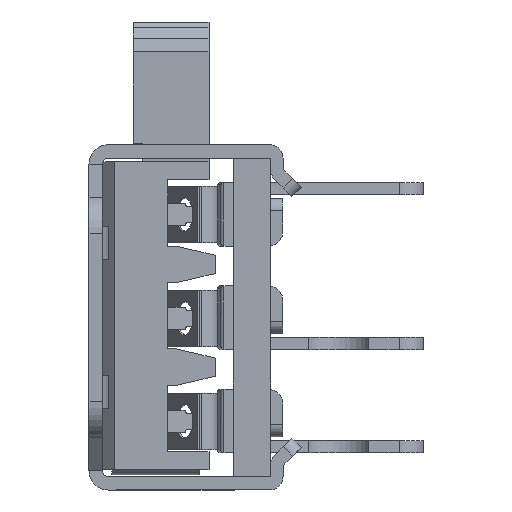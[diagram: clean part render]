
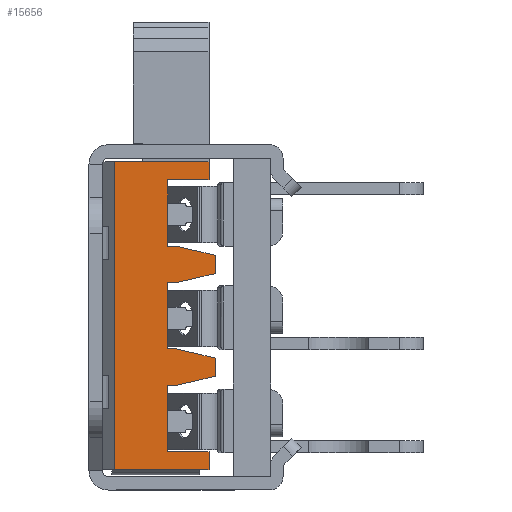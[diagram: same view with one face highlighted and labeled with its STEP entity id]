
A CAD part, left-side view. The second image highlights one B-rep face of the part: STEP entity #15656.
In plain terms, the highlighted planar face has unit normal (-1, 0, 0).
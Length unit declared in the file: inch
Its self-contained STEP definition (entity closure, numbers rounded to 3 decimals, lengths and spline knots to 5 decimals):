
#1446=FACE_OUTER_BOUND('',#2224,.T.);
#2224=EDGE_LOOP('',(#13311,#13312,#13313,#13314,#13315,#13316,#13317,#13318,
#13319,#13320,#13321,#13322,#13323,#13324,#13325,#13326,#13327,#13328,#13329,
#13330));
#2508=LINE('',#21579,#4219);
#3299=LINE('',#23750,#5010);
#3433=LINE('',#24210,#5144);
#3767=LINE('',#24915,#5478);
#3850=LINE('',#25093,#5561);
#3853=LINE('',#25099,#5564);
#3856=LINE('',#25105,#5567);
#3859=LINE('',#25111,#5570);
#3861=LINE('',#25115,#5572);
#3866=LINE('',#25122,#5577);
#3868=LINE('',#25127,#5579);
#3871=LINE('',#25133,#5582);
#3875=LINE('',#25142,#5586);
#3878=LINE('',#25146,#5589);
#3881=LINE('',#25154,#5592);
#3884=LINE('',#25158,#5595);
#3885=LINE('',#25161,#5596);
#3901=LINE('',#25189,#5612);
#3902=LINE('',#25191,#5613);
#3903=LINE('',#25192,#5614);
#4219=VECTOR('',#17390,0.3937);
#5010=VECTOR('',#19325,0.3937);
#5144=VECTOR('',#19675,0.3937);
#5478=VECTOR('',#20329,0.3937);
#5561=VECTOR('',#20500,0.3937);
#5564=VECTOR('',#20505,0.3937);
#5567=VECTOR('',#20510,0.3937);
#5570=VECTOR('',#20515,0.3937);
#5572=VECTOR('',#20519,0.3937);
#5577=VECTOR('',#20526,0.3937);
#5579=VECTOR('',#20530,0.3937);
#5582=VECTOR('',#20535,0.3937);
#5586=VECTOR('',#20541,0.3937);
#5589=VECTOR('',#20546,0.3937);
#5592=VECTOR('',#20551,0.3937);
#5595=VECTOR('',#20556,0.3937);
#5596=VECTOR('',#20559,0.3937);
#5612=VECTOR('',#20577,0.3937);
#5613=VECTOR('',#20580,0.3937);
#5614=VECTOR('',#20581,0.3937);
#5926=VERTEX_POINT('',#21576);
#5927=VERTEX_POINT('',#21578);
#6662=VERTEX_POINT('',#23747);
#6663=VERTEX_POINT('',#23749);
#6804=VERTEX_POINT('',#24207);
#6805=VERTEX_POINT('',#24209);
#7015=VERTEX_POINT('',#24912);
#7016=VERTEX_POINT('',#24914);
#7067=VERTEX_POINT('',#25092);
#7069=VERTEX_POINT('',#25098);
#7071=VERTEX_POINT('',#25104);
#7073=VERTEX_POINT('',#25110);
#7074=VERTEX_POINT('',#25114);
#7077=VERTEX_POINT('',#25126);
#7079=VERTEX_POINT('',#25132);
#7082=VERTEX_POINT('',#25139);
#7083=VERTEX_POINT('',#25141);
#7086=VERTEX_POINT('',#25151);
#7087=VERTEX_POINT('',#25153);
#7088=VERTEX_POINT('',#25160);
#7442=EDGE_CURVE('',#5927,#5926,#2508,.T.);
#8514=EDGE_CURVE('',#6663,#6662,#3299,.T.);
#8714=EDGE_CURVE('',#6805,#6804,#3433,.T.);
#9078=EDGE_CURVE('',#7015,#7016,#3767,.T.);
#9167=EDGE_CURVE('',#7067,#6805,#3850,.T.);
#9170=EDGE_CURVE('',#7069,#7067,#3853,.T.);
#9173=EDGE_CURVE('',#7071,#5927,#3856,.T.);
#9176=EDGE_CURVE('',#7073,#7071,#3859,.T.);
#9178=EDGE_CURVE('',#7074,#7016,#3861,.T.);
#9183=EDGE_CURVE('',#6662,#7074,#3866,.T.);
#9185=EDGE_CURVE('',#7077,#6663,#3868,.T.);
#9188=EDGE_CURVE('',#7079,#7077,#3871,.T.);
#9192=EDGE_CURVE('',#7083,#7082,#3875,.T.);
#9195=EDGE_CURVE('',#5926,#7083,#3878,.T.);
#9198=EDGE_CURVE('',#7087,#7086,#3881,.T.);
#9201=EDGE_CURVE('',#6804,#7087,#3884,.T.);
#9202=EDGE_CURVE('',#7088,#7069,#3885,.T.);
#9218=EDGE_CURVE('',#7079,#7082,#3901,.T.);
#9219=EDGE_CURVE('',#7073,#7086,#3902,.T.);
#9220=EDGE_CURVE('',#7088,#7015,#3903,.T.);
#13311=ORIENTED_EDGE('',*,*,#9170,.T.);
#13312=ORIENTED_EDGE('',*,*,#9167,.T.);
#13313=ORIENTED_EDGE('',*,*,#8714,.T.);
#13314=ORIENTED_EDGE('',*,*,#9201,.T.);
#13315=ORIENTED_EDGE('',*,*,#9198,.T.);
#13316=ORIENTED_EDGE('',*,*,#9219,.F.);
#13317=ORIENTED_EDGE('',*,*,#9176,.T.);
#13318=ORIENTED_EDGE('',*,*,#9173,.T.);
#13319=ORIENTED_EDGE('',*,*,#7442,.T.);
#13320=ORIENTED_EDGE('',*,*,#9195,.T.);
#13321=ORIENTED_EDGE('',*,*,#9192,.T.);
#13322=ORIENTED_EDGE('',*,*,#9218,.F.);
#13323=ORIENTED_EDGE('',*,*,#9188,.T.);
#13324=ORIENTED_EDGE('',*,*,#9185,.T.);
#13325=ORIENTED_EDGE('',*,*,#8514,.T.);
#13326=ORIENTED_EDGE('',*,*,#9183,.T.);
#13327=ORIENTED_EDGE('',*,*,#9178,.T.);
#13328=ORIENTED_EDGE('',*,*,#9078,.F.);
#13329=ORIENTED_EDGE('',*,*,#9220,.F.);
#13330=ORIENTED_EDGE('',*,*,#9202,.T.);
#14271=PLANE('',#16806);
#15656=ADVANCED_FACE('',(#1446),#14271,.T.);
#16806=AXIS2_PLACEMENT_3D('',#25190,#20578,#20579);
#17390=DIRECTION('',(0.,0.,1.));
#19325=DIRECTION('',(0.,0.,1.));
#19675=DIRECTION('',(0.,0.,1.));
#20329=DIRECTION('',(0.,-1.,0.));
#20500=DIRECTION('',(0.,1.,0.));
#20505=DIRECTION('',(0.,0.,1.));
#20510=DIRECTION('',(0.,1.,0.));
#20515=DIRECTION('',(0.,0.973,0.232));
#20519=DIRECTION('',(0.,0.,1.));
#20526=DIRECTION('',(0.,-1.,0.));
#20530=DIRECTION('',(0.,1.,0.));
#20535=DIRECTION('',(0.,0.973,0.232));
#20541=DIRECTION('',(0.,-0.973,0.232));
#20546=DIRECTION('',(0.,-1.,0.));
#20551=DIRECTION('',(0.,-0.973,0.232));
#20556=DIRECTION('',(0.,-1.,0.));
#20559=DIRECTION('',(0.,-1.,0.));
#20577=DIRECTION('',(0.,0.,-1.));
#20578=DIRECTION('center_axis',(-1.,0.,0.));
#20579=DIRECTION('ref_axis',(0.,0.,
-1.));
#20580=DIRECTION('',(0.,0.,-1.));
#20581=DIRECTION('',(0.,0.,1.));
#21576=CARTESIAN_POINT('',(-0.3809,-0.49961,0.54434));
#21578=CARTESIAN_POINT('',(-0.3809,-0.49961,0.43534));
#21579=CARTESIAN_POINT('',(-0.3809,-0.49961,0.58934));
#23747=CARTESIAN_POINT('',(-0.3809,-0.49961,0.71334));
#23749=CARTESIAN_POINT('',(-0.3809,-0.49961,0.60434));
#23750=CARTESIAN_POINT('',(-0.3809,-0.49961,0.67384));
#24207=CARTESIAN_POINT('',(-0.3809,-0.49961,0.37534));
#24209=CARTESIAN_POINT('',(-0.3809,-0.49961,0.26634));
#24210=CARTESIAN_POINT('',(-0.3809,-0.49961,0.50484));
#24912=CARTESIAN_POINT('',(-0.3809,-0.41261,0.74334));
#24914=CARTESIAN_POINT('',(-0.3809,-0.56761,0.74334));
#24915=CARTESIAN_POINT('',(-0.3809,-0.39261,0.74334));
#25092=CARTESIAN_POINT('',(-0.3809,-0.56761,0.26634));
#25093=CARTESIAN_POINT('',(-0.3809,-0.48011,0.26634));
#25098=CARTESIAN_POINT('',(-0.3809,-0.56761,0.23634));
#25099=CARTESIAN_POINT('',(-0.3809,-0.56761,0.48984));
#25104=CARTESIAN_POINT('',(-0.3809,-0.51461,0.43534));
#25105=CARTESIAN_POINT('',(-0.3809,-0.45361,0.43534));
#25110=CARTESIAN_POINT('',(-0.3809,-0.57761,0.42034));
#25111=CARTESIAN_POINT('',(-0.3809,-0.45369,0.44984));
#25114=CARTESIAN_POINT('',(-0.3809,-0.56761,0.71334));
#25115=CARTESIAN_POINT('',(-0.3809,-0.56761,0.72834));
#25122=CARTESIAN_POINT('',(-0.3809,-0.44611,0.71334));
#25126=CARTESIAN_POINT('',(-0.3809,-0.51461,0.60434));
#25127=CARTESIAN_POINT('',(-0.3809,-0.45361,0.60434));
#25132=CARTESIAN_POINT('',(-0.3809,-0.57761,0.58934));
#25133=CARTESIAN_POINT('',(-0.3809,-0.47273,0.61431));
#25139=CARTESIAN_POINT('',(-0.3809,-0.57761,0.55934));
#25141=CARTESIAN_POINT('',(-0.3809,-0.51461,0.54434));
#25142=CARTESIAN_POINT('',(-0.3809,-0.4793,0.53593));
#25146=CARTESIAN_POINT('',(-0.3809,-0.44611,0.54434));
#25151=CARTESIAN_POINT('',(-0.3809,-0.57761,0.39034));
#25153=CARTESIAN_POINT('',(-0.3809,-0.51461,0.37534));
#25154=CARTESIAN_POINT('',(-0.3809,-0.49834,0.37146));
#25158=CARTESIAN_POINT('',(-0.3809,-0.44611,0.37534));
#25160=CARTESIAN_POINT('',(-0.3809,-0.41261,0.23634));
#25161=CARTESIAN_POINT('',(-0.3809,-0.39261,0.23634));
#25189=CARTESIAN_POINT('',(-0.3809,-0.57761,0.74334));
#25190=CARTESIAN_POINT('Origin',(-0.3809,-0.39261,
0.74334));
#25191=CARTESIAN_POINT('',(-0.3809,-0.57761,0.74334));
#25192=CARTESIAN_POINT('',(-0.3809,-0.41261,0.61659));
